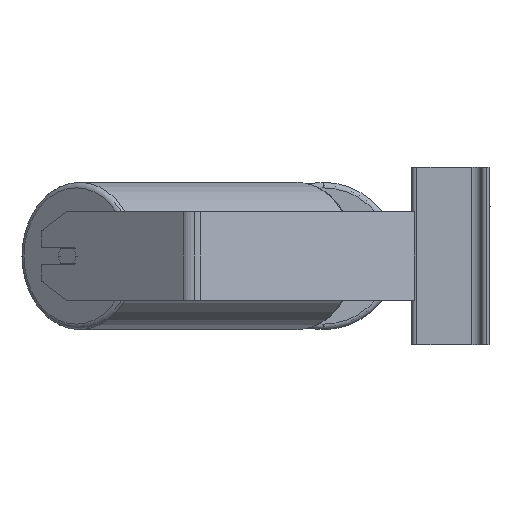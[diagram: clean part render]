
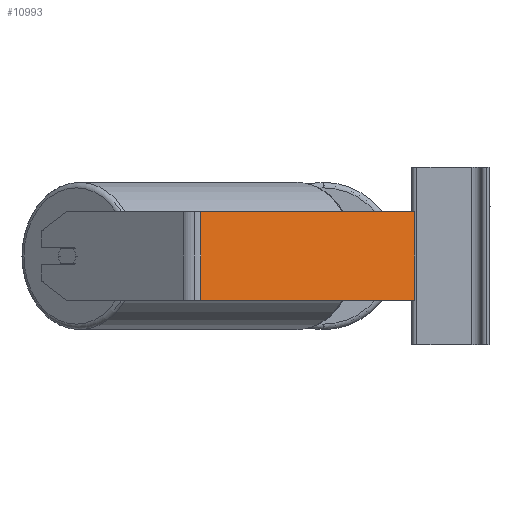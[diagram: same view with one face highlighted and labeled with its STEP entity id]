
A CAD part, left-side view. The second image highlights one B-rep face of the part: STEP entity #10993.
In plain terms, the highlighted planar face has unit normal (-0.94, -0.342, 0).
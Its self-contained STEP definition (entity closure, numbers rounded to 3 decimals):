
#601 = ORIENTED_EDGE ( 'NONE', *, *, #7954, .F. ) ;
#702 = VECTOR ( 'NONE', #1280, 1000. ) ;
#915 = DIRECTION ( 'NONE',  ( -0.342, 0.94, 0. ) ) ;
#1023 = CARTESIAN_POINT ( 'NONE',  ( -560.815, 217.332, 40. ) ) ;
#1280 = DIRECTION ( 'NONE',  ( 0., 0., -1. ) ) ;
#1429 = DIRECTION ( 'NONE',  ( 0.342, -0.94, 0. ) ) ;
#2372 = LINE ( 'NONE', #10794, #702 ) ;
#2957 = VERTEX_POINT ( 'NONE', #5841 ) ;
#3032 = LINE ( 'NONE', #5309, #10791 ) ;
#3053 = AXIS2_PLACEMENT_3D ( 'NONE', #1023, #9582, #915 ) ;
#3512 = FACE_OUTER_BOUND ( 'NONE', #9908, .T. ) ;
#4039 = ORIENTED_EDGE ( 'NONE', *, *, #4126, .T. ) ;
#4126 = EDGE_CURVE ( 'NONE', #4596, #2957, #3032, .T. ) ;
#4244 = EDGE_CURVE ( 'NONE', #10389, #4596, #9576, .T. ) ;
#4596 = VERTEX_POINT ( 'NONE', #9131 ) ;
#5204 = VECTOR ( 'NONE', #7014, 1000. ) ;
#5309 = CARTESIAN_POINT ( 'NONE',  ( -560.815, 217.332, -40. ) ) ;
#5315 = PLANE ( 'NONE',  #3053 ) ;
#5841 = CARTESIAN_POINT ( 'NONE',  ( -487.518, 15.948, -40. ) ) ;
#6058 = CARTESIAN_POINT ( 'NONE',  ( -487.518, 15.948, 40. ) ) ;
#6107 = ORIENTED_EDGE ( 'NONE', *, *, #10470, .F. ) ;
#6115 = CARTESIAN_POINT ( 'NONE',  ( -557.656, 208.651, 40. ) ) ;
#7014 = DIRECTION ( 'NONE',  ( 0., 0., -1. ) ) ;
#7916 = CARTESIAN_POINT ( 'NONE',  ( -557.656, 208.651, 40. ) ) ;
#7954 = EDGE_CURVE ( 'NONE', #10389, #9825, #9189, .T. ) ;
#9131 = CARTESIAN_POINT ( 'NONE',  ( -557.656, 208.651, -40. ) ) ;
#9189 = LINE ( 'NONE', #9852, #10237 ) ;
#9576 = LINE ( 'NONE', #6115, #5204 ) ;
#9582 = DIRECTION ( 'NONE',  ( 0.94, 0.342, 0. ) ) ;
#9825 = VERTEX_POINT ( 'NONE', #6058 ) ;
#9852 = CARTESIAN_POINT ( 'NONE',  ( -560.815, 217.332, 40. ) ) ;
#9908 = EDGE_LOOP ( 'NONE', ( #4039, #6107, #601, #11024 ) ) ;
#10237 = VECTOR ( 'NONE', #1429, 1000. ) ;
#10389 = VERTEX_POINT ( 'NONE', #7916 ) ;
#10470 = EDGE_CURVE ( 'NONE', #9825, #2957, #2372, .T. ) ;
#10495 = DIRECTION ( 'NONE',  ( 0.342, -0.94, 0. ) ) ;
#10791 = VECTOR ( 'NONE', #10495, 1000. ) ;
#10794 = CARTESIAN_POINT ( 'NONE',  ( -487.518, 15.948, 40. ) ) ;
#10993 = ADVANCED_FACE ( 'NONE', ( #3512 ), #5315, .F. ) ;
#11024 = ORIENTED_EDGE ( 'NONE', *, *, #4244, .T. ) ;
